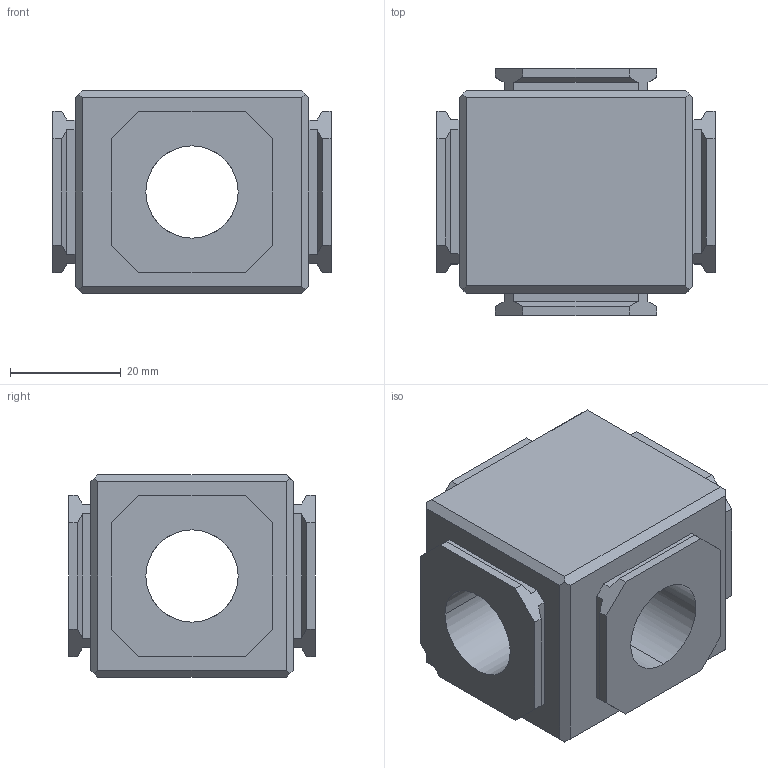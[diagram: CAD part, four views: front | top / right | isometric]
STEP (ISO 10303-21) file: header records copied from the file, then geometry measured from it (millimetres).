
FILE_DESCRIPTION (( 'STEP AP214' ), '1' );
FILE_NAME ('Norgren-4228-03.STEP', '2020-12-04T16:04:38', ( '' ), ( '' ), 'SwSTEP 2.0', 'SolidWorks 2020', '' );
FILE_SCHEMA (( 'AUTOMOTIVE_DESIGN' ));
Length unit declared in the file: millimetre
Products named in the file (2): Norgren-4228-03; 4228_3
Assembly tree (1 placements, depth 2):
  Norgren-4228-03
    4228_3
Bounding box: 50.25 x 44.6 x 36.6 mm (x, y, z)
Volume: 50437.5 mm3; surface area: 13972.8 mm2
Topology: 1 solids, 1 shells, 94 faces, 264 edges, 174 vertices
Faces by surface type: plane 86, cylinder 8
Entity records: 4080 total; most frequent: CARTESIAN_POINT 560, ORIENTED_EDGE 528, DIRECTION 460, EDGE_CURVE 264, LINE 248, VECTOR 248, VERTEX_POINT 174, AXIS2_PLACEMENT_3D 106
